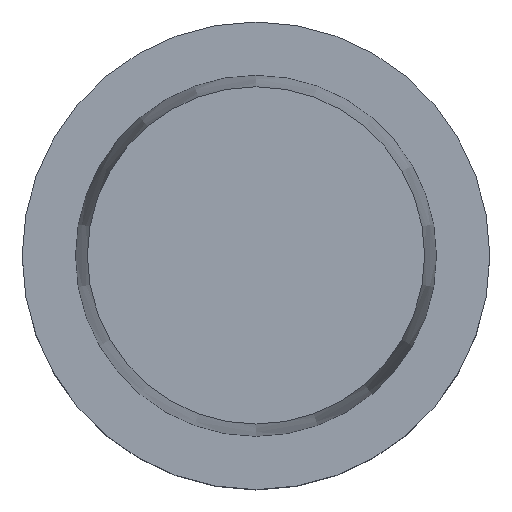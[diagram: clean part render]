
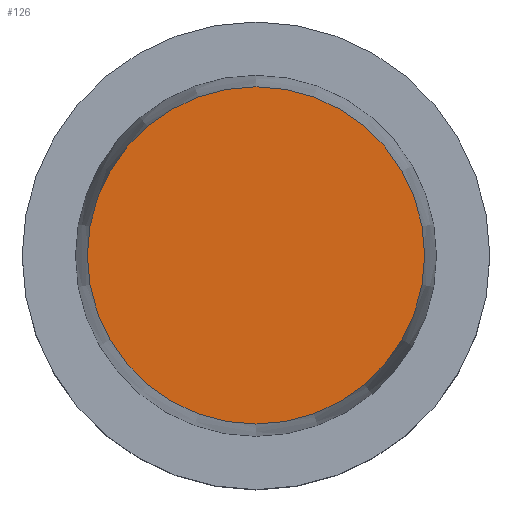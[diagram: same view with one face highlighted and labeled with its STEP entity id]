
A CAD part, top view. The second image highlights one B-rep face of the part: STEP entity #126.
In plain terms, the highlighted planar face has unit normal (0, 0, 1).
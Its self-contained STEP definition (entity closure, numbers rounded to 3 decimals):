
#126=ADVANCED_FACE('Unnamed[1]',(#288),#289,.T.);
#130=EDGE_CURVE('Unnamed[1]',#294,#294,#295,.T.);
#288=FACE_OUTER_BOUND('',#496,.T.);
#289=PLANE('',#497);
#294=VERTEX_POINT('',#504);
#295=CIRCLE('',#505,22.715);
#496=EDGE_LOOP('',(#712));
#497=AXIS2_PLACEMENT_3D('',#713,#714,#715);
#504=CARTESIAN_POINT('',(0.,22.715,32.0));
#505=AXIS2_PLACEMENT_3D('',#719,#720,#721);
#712=ORIENTED_EDGE('',*,*,#130,.T.);
#713=CARTESIAN_POINT('',(0.,11.358,32.0));
#714=DIRECTION('',(0.,0.,1.0));
#715=DIRECTION('',(0.,1.0,0.));
#719=CARTESIAN_POINT('',(0.,0.,32.0));
#720=DIRECTION('',(0.,0.,1.0));
#721=DIRECTION('',(0.,1.0,0.));
